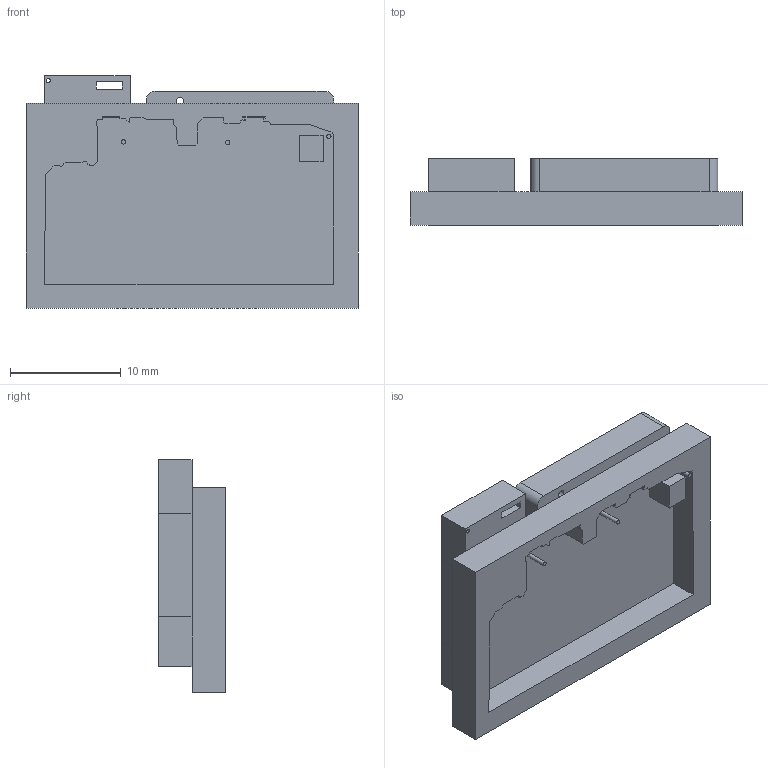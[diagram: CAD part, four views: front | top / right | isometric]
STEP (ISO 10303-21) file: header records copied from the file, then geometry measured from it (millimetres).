
FILE_DESCRIPTION(/* description */ (''),/* implementation_level */ '2;1');
FILE_NAME(/* name */ 'mipi hdmi gb v2.stp',/* time_stamp */ '2021-10-12T21:23:12+01:00',/* author */ (''),/* organization */ (''),/* preprocessor_version */ 'ST-DEVELOPER v18.1',/* originating_system */ 'Autodesk Translation Framework v10.10.0.1391',/* authorisation */ '');
FILE_SCHEMA (('AUTOMOTIVE_DESIGN { 1 0 10303 214 3 1 1 }'));
Length unit declared in the file: millimetre
Products named in the file (4): mipi hdmi gb; atom; mipi hdmi; mipi adapter
Assembly tree (3 placements, depth 2):
  mipi hdmi gb
    atom
    mipi hdmi
    mipi adapter
Bounding box: 30 x 6 x 21 mm (x, y, z)
Volume: 1952.3 mm3; surface area: 2986.3 mm2
Topology: 3 solids, 3 shells, 127 faces, 357 edges, 238 vertices
Faces by surface type: plane 114, cylinder 13
Full cylindrical faces by diameter (mm): 0.357 x3, 0.387 x3, 0.661 x3
Entity records: 4202 total; most frequent: CARTESIAN_POINT 729, ORIENTED_EDGE 714, DIRECTION 651, EDGE_CURVE 357, LINE 331, VECTOR 331, VERTEX_POINT 238, AXIS2_PLACEMENT_3D 160
